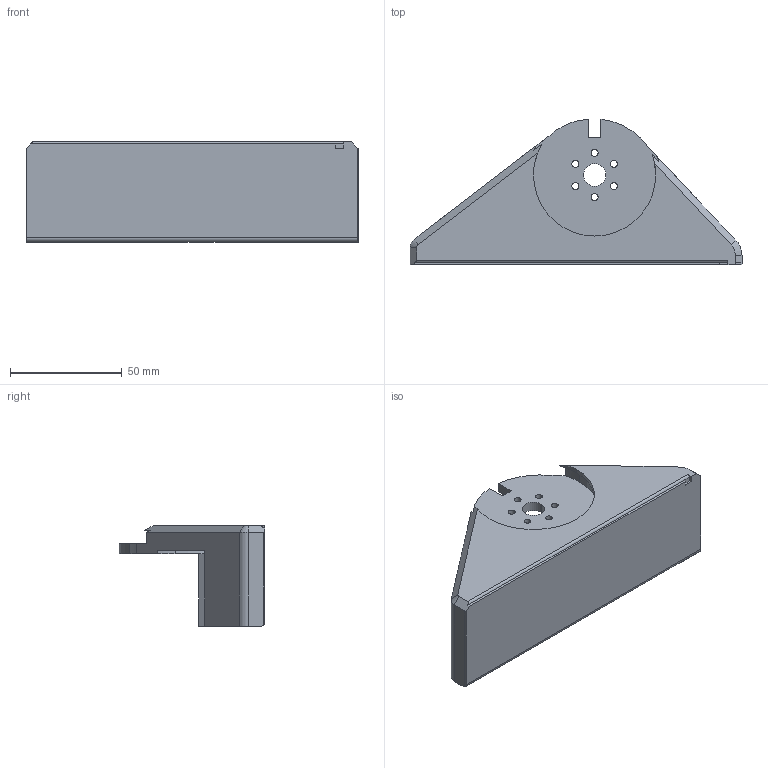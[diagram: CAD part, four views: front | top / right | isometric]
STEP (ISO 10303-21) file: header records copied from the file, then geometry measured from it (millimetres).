
FILE_DESCRIPTION (( 'STEP AP214' ), '1' );
FILE_NAME ('逋傷4 婦蝶 -酗.STEP', '2024-12-20T03:41:20', ( '' ), ( '' ), 'SwSTEP 2.0', 'SolidWorks 2020', '' );
FILE_SCHEMA (( 'AUTOMOTIVE_DESIGN' ));
Length unit declared in the file: millimetre
Products named in the file (1): 逋傷4 婦蝶 -酗
Bounding box: 148.55 x 65.21 x 45 mm (x, y, z)
Volume: 112590.3 mm3; surface area: 28716 mm2
Topology: 1 solids, 1 shells, 67 faces, 186 edges, 121 vertices
Faces by surface type: cylinder 36, plane 25, torus 3, cone 3
Entity records: 2270 total; most frequent: CARTESIAN_POINT 450, DIRECTION 385, ORIENTED_EDGE 372, EDGE_CURVE 186, AXIS2_PLACEMENT_3D 144, VERTEX_POINT 121, VECTOR 97, LINE 97
